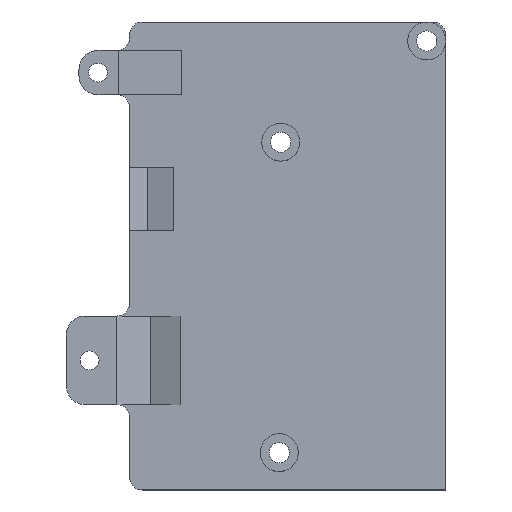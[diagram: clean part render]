
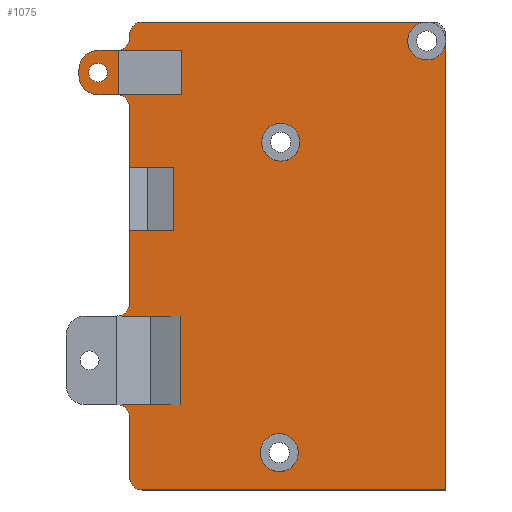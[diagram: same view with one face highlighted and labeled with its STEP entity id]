
A CAD part, top view. The second image highlights one B-rep face of the part: STEP entity #1075.
In plain terms, the highlighted planar face has unit normal (0, 0, 1).
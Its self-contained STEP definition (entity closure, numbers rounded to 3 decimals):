
#37=FACE_BOUND('',#173,.T.);
#38=FACE_BOUND('',#174,.T.);
#39=FACE_BOUND('',#175,.T.);
#40=FACE_BOUND('',#176,.T.);
#57=PLANE('',#1184);
#109=FACE_OUTER_BOUND('',#172,.T.);
#172=EDGE_LOOP('',(#878,#879,#880,#881,#882,#883,#884,#885,#886,#887,#888,
#889,#890,#891,#892,#893,#894,#895,#896,#897,#898,#899,#900,#901,#902,#903));
#173=EDGE_LOOP('',(#904));
#174=EDGE_LOOP('',(#905,#906,#907,#908));
#175=EDGE_LOOP('',(#909));
#176=EDGE_LOOP('',(#910));
#215=LINE('',#1576,#322);
#243=LINE('',#1681,#350);
#248=LINE('',#1694,#355);
#250=LINE('',#1700,#357);
#253=LINE('',#1710,#360);
#257=LINE('',#1718,#364);
#261=LINE('',#1728,#368);
#270=LINE('',#1747,#377);
#271=LINE('',#1752,#378);
#272=LINE('',#1755,#379);
#273=LINE('',#1757,#380);
#274=LINE('',#1759,#381);
#275=LINE('',#1761,#382);
#276=LINE('',#1763,#383);
#277=LINE('',#1767,#384);
#278=LINE('',#1768,#385);
#279=LINE('',#1769,#386);
#280=LINE('',#1775,#387);
#281=LINE('',#1776,#388);
#282=LINE('',#1777,#389);
#322=VECTOR('',#1245,10.);
#350=VECTOR('',#1349,10.);
#355=VECTOR('',#1364,10.);
#357=VECTOR('',#1372,10.);
#360=VECTOR('',#1381,10.);
#364=VECTOR('',#1387,10.);
#368=VECTOR('',#1397,10.);
#377=VECTOR('',#1414,10.);
#378=VECTOR('',#1419,10.);
#379=VECTOR('',#1422,10.);
#380=VECTOR('',#1423,10.);
#381=VECTOR('',#1424,10.);
#382=VECTOR('',#1425,10.);
#383=VECTOR('',#1426,10.);
#384=VECTOR('',#1429,10.);
#385=VECTOR('',#1430,10.);
#386=VECTOR('',#1431,10.);
#387=VECTOR('',#1436,10.);
#388=VECTOR('',#1437,10.);
#389=VECTOR('',#1438,10.);
#447=CIRCLE('',#1149,1.5);
#456=CIRCLE('',#1168,2.);
#457=CIRCLE('',#1171,2.);
#458=CIRCLE('',#1174,2.);
#459=CIRCLE('',#1178,2.);
#460=CIRCLE('',#1182,2.);
#461=CIRCLE('',#1185,3.);
#462=CIRCLE('',#1186,3.);
#463=CIRCLE('',#1187,2.);
#464=CIRCLE('',#1188,3.);
#465=CIRCLE('',#1189,3.);
#466=CIRCLE('',#1190,3.);
#467=CIRCLE('',#1191,3.);
#482=VERTEX_POINT('',#1573);
#483=VERTEX_POINT('',#1575);
#513=VERTEX_POINT('',#1646);
#521=VERTEX_POINT('',#1678);
#522=VERTEX_POINT('',#1680);
#523=VERTEX_POINT('',#1686);
#524=VERTEX_POINT('',#1687);
#525=VERTEX_POINT('',#1692);
#526=VERTEX_POINT('',#1696);
#527=VERTEX_POINT('',#1702);
#528=VERTEX_POINT('',#1703);
#529=VERTEX_POINT('',#1708);
#530=VERTEX_POINT('',#1709);
#533=VERTEX_POINT('',#1717);
#534=VERTEX_POINT('',#1721);
#535=VERTEX_POINT('',#1722);
#536=VERTEX_POINT('',#1727);
#541=VERTEX_POINT('',#1741);
#542=VERTEX_POINT('',#1743);
#543=VERTEX_POINT('',#1749);
#544=VERTEX_POINT('',#1751);
#545=VERTEX_POINT('',#1754);
#546=VERTEX_POINT('',#1756);
#547=VERTEX_POINT('',#1758);
#548=VERTEX_POINT('',#1760);
#549=VERTEX_POINT('',#1762);
#550=VERTEX_POINT('',#1764);
#551=VERTEX_POINT('',#1766);
#552=VERTEX_POINT('',#1770);
#553=VERTEX_POINT('',#1773);
#554=VERTEX_POINT('',#1774);
#555=VERTEX_POINT('',#1778);
#556=VERTEX_POINT('',#1780);
#583=EDGE_CURVE('',#482,#483,#215,.T.);
#620=EDGE_CURVE('',#513,#513,#447,.T.);
#636=EDGE_CURVE('',#521,#522,#243,.T.);
#639=EDGE_CURVE('',#523,#524,#456,.T.);
#643=EDGE_CURVE('',#523,#525,#248,.T.);
#645=EDGE_CURVE('',#526,#482,#457,.T.);
#646=EDGE_CURVE('',#524,#526,#250,.T.);
#647=EDGE_CURVE('',#527,#528,#458,.F.);
#650=EDGE_CURVE('',#529,#530,#253,.T.);
#654=EDGE_CURVE('',#527,#533,#257,.T.);
#656=EDGE_CURVE('',#534,#535,#459,.F.);
#659=EDGE_CURVE('',#534,#536,#261,.T.);
#667=EDGE_CURVE('',#541,#542,#460,.T.);
#669=EDGE_CURVE('',#542,#535,#270,.T.);
#670=EDGE_CURVE('',#543,#525,#461,.T.);
#671=EDGE_CURVE('',#544,#543,#271,.T.);
#672=EDGE_CURVE('',#533,#544,#462,.T.);
#673=EDGE_CURVE('',#545,#528,#272,.T.);
#674=EDGE_CURVE('',#545,#546,#273,.T.);
#675=EDGE_CURVE('',#546,#547,#274,.T.);
#676=EDGE_CURVE('',#547,#548,#275,.T.);
#677=EDGE_CURVE('',#549,#548,#276,.T.);
#678=EDGE_CURVE('',#549,#550,#463,.F.);
#679=EDGE_CURVE('',#550,#551,#277,.T.);
#680=EDGE_CURVE('',#551,#536,#278,.T.);
#681=EDGE_CURVE('',#522,#541,#279,.T.);
#682=EDGE_CURVE('',#521,#552,#464,.T.);
#683=EDGE_CURVE('',#552,#483,#465,.T.);
#684=EDGE_CURVE('',#553,#554,#280,.T.);
#685=EDGE_CURVE('',#554,#530,#281,.T.);
#686=EDGE_CURVE('',#529,#553,#282,.T.);
#687=EDGE_CURVE('',#555,#555,#466,.T.);
#688=EDGE_CURVE('',#556,#556,#467,.T.);
#878=ORIENTED_EDGE('',*,*,#643,.T.);
#879=ORIENTED_EDGE('',*,*,#670,.F.);
#880=ORIENTED_EDGE('',*,*,#671,.F.);
#881=ORIENTED_EDGE('',*,*,#672,.F.);
#882=ORIENTED_EDGE('',*,*,#654,.F.);
#883=ORIENTED_EDGE('',*,*,#647,.T.);
#884=ORIENTED_EDGE('',*,*,#673,.F.);
#885=ORIENTED_EDGE('',*,*,#674,.T.);
#886=ORIENTED_EDGE('',*,*,#675,.T.);
#887=ORIENTED_EDGE('',*,*,#676,.T.);
#888=ORIENTED_EDGE('',*,*,#677,.F.);
#889=ORIENTED_EDGE('',*,*,#678,.T.);
#890=ORIENTED_EDGE('',*,*,#679,.T.);
#891=ORIENTED_EDGE('',*,*,#680,.T.);
#892=ORIENTED_EDGE('',*,*,#659,.F.);
#893=ORIENTED_EDGE('',*,*,#656,.T.);
#894=ORIENTED_EDGE('',*,*,#669,.F.);
#895=ORIENTED_EDGE('',*,*,#667,.F.);
#896=ORIENTED_EDGE('',*,*,#681,.F.);
#897=ORIENTED_EDGE('',*,*,#636,.F.);
#898=ORIENTED_EDGE('',*,*,#682,.T.);
#899=ORIENTED_EDGE('',*,*,#683,.T.);
#900=ORIENTED_EDGE('',*,*,#583,.F.);
#901=ORIENTED_EDGE('',*,*,#645,.F.);
#902=ORIENTED_EDGE('',*,*,#646,.F.);
#903=ORIENTED_EDGE('',*,*,#639,.F.);
#904=ORIENTED_EDGE('',*,*,#620,.T.);
#905=ORIENTED_EDGE('',*,*,#684,.T.);
#906=ORIENTED_EDGE('',*,*,#685,.T.);
#907=ORIENTED_EDGE('',*,*,#650,.F.);
#908=ORIENTED_EDGE('',*,*,#686,.T.);
#909=ORIENTED_EDGE('',*,*,#687,.T.);
#910=ORIENTED_EDGE('',*,*,#688,.T.);
#1075=ADVANCED_FACE('',(#109,#37,#38,#39,#40),#57,.F.);
#1149=AXIS2_PLACEMENT_3D('',#1648,#1309,#1310);
#1168=AXIS2_PLACEMENT_3D('',#1688,#1357,#1358);
#1171=AXIS2_PLACEMENT_3D('',#1698,#1368,#1369);
#1174=AXIS2_PLACEMENT_3D('',#1704,#1375,#1376);
#1178=AXIS2_PLACEMENT_3D('',#1723,#1391,#1392);
#1182=AXIS2_PLACEMENT_3D('',#1744,#1409,#1410);
#1184=AXIS2_PLACEMENT_3D('',#1748,#1415,#1416);
#1185=AXIS2_PLACEMENT_3D('',#1750,#1417,#1418);
#1186=AXIS2_PLACEMENT_3D('',#1753,#1420,#1421);
#1187=AXIS2_PLACEMENT_3D('',#1765,#1427,#1428);
#1188=AXIS2_PLACEMENT_3D('',#1771,#1432,#1433);
#1189=AXIS2_PLACEMENT_3D('',#1772,#1434,#1435);
#1190=AXIS2_PLACEMENT_3D('',#1779,#1439,#1440);
#1191=AXIS2_PLACEMENT_3D('',#1781,#1441,#1442);
#1245=DIRECTION('',(1.,0.,0.));
#1309=DIRECTION('center_axis',(0.,0.,-1.));
#1310=DIRECTION('ref_axis',(1.,0.,0.));
#1349=DIRECTION('',(0.,-1.,0.));
#1357=DIRECTION('center_axis',(0.,0.,1.));
#1358=DIRECTION('ref_axis',(0.707,-0.707,0.));
#1364=DIRECTION('',(-1.,0.,0.));
#1368=DIRECTION('center_axis',(0.,0.,-1.));
#1369=DIRECTION('ref_axis',(-0.707,0.707,0.));
#1372=DIRECTION('',(0.,1.,0.));
#1375=DIRECTION('center_axis',(0.,0.,1.));
#1376=DIRECTION('ref_axis',(0.707,0.707,0.));
#1381=DIRECTION('',(1.,0.,0.));
#1387=DIRECTION('',(-1.,0.,0.));
#1391=DIRECTION('center_axis',(0.,0.,1.));
#1392=DIRECTION('ref_axis',(0.707,0.707,0.));
#1397=DIRECTION('',(1.,0.,0.));
#1409=DIRECTION('center_axis',(0.,0.,-1.));
#1410=DIRECTION('ref_axis',(-0.707,-0.707,0.));
#1414=DIRECTION('',(0.,1.,0.));
#1415=DIRECTION('center_axis',(0.,0.,-1.));
#1416=DIRECTION('ref_axis',(1.,0.,0.));
#1417=DIRECTION('center_axis',(0.,0.,-1.));
#1418=DIRECTION('ref_axis',(-0.707,0.707,0.));
#1419=DIRECTION('',(0.,1.,0.));
#1420=DIRECTION('center_axis',(0.,0.,-1.));
#1421=DIRECTION('ref_axis',(-0.707,-0.707,0.));
#1422=DIRECTION('',(0.,1.,0.));
#1423=DIRECTION('',(1.,0.,0.));
#1424=DIRECTION('',(0.,-1.,0.));
#1425=DIRECTION('',(-1.,0.,0.));
#1426=DIRECTION('',(0.,1.,0.));
#1427=DIRECTION('center_axis',(0.,0.,1.));
#1428=DIRECTION('ref_axis',(0.707,-0.707,0.));
#1429=DIRECTION('',(1.,0.,0.));
#1430=DIRECTION('',(0.,-1.,0.));
#1431=DIRECTION('',(-1.,0.,0.));
#1432=DIRECTION('center_axis',(0.,0.,-1.));
#1433=DIRECTION('ref_axis',(1.,0.,0.));
#1434=DIRECTION('center_axis',(0.,0.,-1.));
#1435=DIRECTION('ref_axis',(1.,0.,0.));
#1436=DIRECTION('',(1.,0.,0.));
#1437=DIRECTION('',(0.,-1.,0.));
#1438=DIRECTION('',(0.,1.,0.));
#1439=DIRECTION('center_axis',(0.,0.,-1.));
#1440=DIRECTION('ref_axis',(1.,0.,0.));
#1441=DIRECTION('center_axis',(0.,0.,-1.));
#1442=DIRECTION('ref_axis',(1.,0.,0.));
#1573=CARTESIAN_POINT('',(-9.365,74.318,-4.));
#1575=CARTESIAN_POINT('',(35.635,74.318,-4.));
#1576=CARTESIAN_POINT('',(-11.365,74.318,-4.));
#1646=CARTESIAN_POINT('',(-17.865,66.318,-4.));
#1648=CARTESIAN_POINT('Origin',(-16.365,66.318,-4.));
#1678=CARTESIAN_POINT('',(38.635,71.318,-4.));
#1680=CARTESIAN_POINT('',(38.635,0.318,-4.));
#1681=CARTESIAN_POINT('',(38.635,74.318,-4.));
#1686=CARTESIAN_POINT('',(-13.365,69.818,-4.));
#1687=CARTESIAN_POINT('',(-11.365,71.818,-4.));
#1688=CARTESIAN_POINT('Origin',(-13.365,71.818,-4.));
#1692=CARTESIAN_POINT('',(-16.365,69.818,-4.));
#1694=CARTESIAN_POINT('',(-11.365,69.818,-4.));
#1696=CARTESIAN_POINT('',(-11.365,72.318,-4.));
#1698=CARTESIAN_POINT('Origin',(-9.365,72.318,-4.));
#1700=CARTESIAN_POINT('',(-11.365,0.318,-4.));
#1702=CARTESIAN_POINT('',(-13.365,62.818,-4.));
#1703=CARTESIAN_POINT('',(-11.365,60.818,-4.));
#1704=CARTESIAN_POINT('Origin',(-13.365,60.818,-4.));
#1708=CARTESIAN_POINT('',(-13.1,62.818,-4.));
#1709=CARTESIAN_POINT('',(-3.1,62.818,-4.));
#1710=CARTESIAN_POINT('',(1.135,62.818,-4.));
#1717=CARTESIAN_POINT('',(-16.365,62.818,-4.));
#1718=CARTESIAN_POINT('',(-11.365,62.818,-4.));
#1721=CARTESIAN_POINT('',(-13.365,13.818,-4.));
#1722=CARTESIAN_POINT('',(-11.365,11.818,-4.));
#1723=CARTESIAN_POINT('Origin',(-13.365,11.818,-4.));
#1727=CARTESIAN_POINT('',(-3.365,13.818,-4.));
#1728=CARTESIAN_POINT('',(1.135,13.818,-4.));
#1741=CARTESIAN_POINT('',(-9.365,0.318,-4.));
#1743=CARTESIAN_POINT('',(-11.365,2.318,-4.));
#1744=CARTESIAN_POINT('Origin',(-9.365,2.318,-4.));
#1747=CARTESIAN_POINT('',(-11.365,0.318,-4.));
#1748=CARTESIAN_POINT('Origin',(13.635,37.318,-4.));
#1749=CARTESIAN_POINT('',(-19.365,66.818,-4.));
#1750=CARTESIAN_POINT('Origin',(-16.365,66.818,-4.));
#1751=CARTESIAN_POINT('',(-19.365,65.818,-4.));
#1752=CARTESIAN_POINT('',(-19.365,69.818,-4.));
#1753=CARTESIAN_POINT('Origin',(-16.365,65.818,-4.));
#1754=CARTESIAN_POINT('',(-11.365,51.318,-4.));
#1755=CARTESIAN_POINT('',(-11.365,0.318,-4.));
#1756=CARTESIAN_POINT('',(-4.365,51.318,-4.));
#1757=CARTESIAN_POINT('',(4.635,51.318,-4.));
#1758=CARTESIAN_POINT('',(-4.365,41.318,-4.));
#1759=CARTESIAN_POINT('',(-4.365,39.318,-4.));
#1760=CARTESIAN_POINT('',(-11.365,41.318,-4.));
#1761=CARTESIAN_POINT('',(1.135,41.318,-4.));
#1762=CARTESIAN_POINT('',(-11.365,29.818,-4.));
#1763=CARTESIAN_POINT('',(-11.365,0.318,-4.));
#1764=CARTESIAN_POINT('',(-13.365,27.818,-4.));
#1765=CARTESIAN_POINT('Origin',(-13.365,29.818,-4.));
#1766=CARTESIAN_POINT('',(-3.365,27.818,-4.));
#1767=CARTESIAN_POINT('',(5.135,27.818,-4.));
#1768=CARTESIAN_POINT('',(-3.365,25.568,-4.));
#1769=CARTESIAN_POINT('',(38.635,0.318,-4.));
#1770=CARTESIAN_POINT('',(32.635,71.318,-4.));
#1771=CARTESIAN_POINT('Origin',(35.635,71.318,-4.));
#1772=CARTESIAN_POINT('Origin',(35.635,71.318,-4.));
#1773=CARTESIAN_POINT('',(-13.1,69.818,-4.));
#1774=CARTESIAN_POINT('',(-3.1,69.818,-4.));
#1775=CARTESIAN_POINT('',(5.267,69.818,-4.));
#1776=CARTESIAN_POINT('',(-3.1,50.068,-4.));
#1777=CARTESIAN_POINT('',(-13.1,53.568,-4.));
#1778=CARTESIAN_POINT('',(9.54,55.318,-4.));
#1779=CARTESIAN_POINT('Origin',(12.54,55.318,-4.));
#1780=CARTESIAN_POINT('',(9.318,6.222,-4.));
#1781=CARTESIAN_POINT('Origin',(12.318,6.222,-4.));
